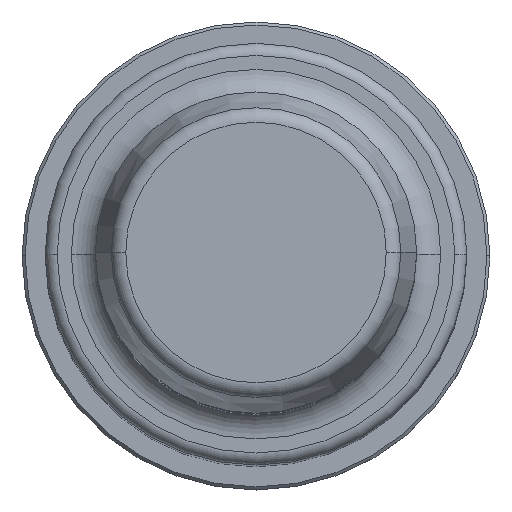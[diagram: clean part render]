
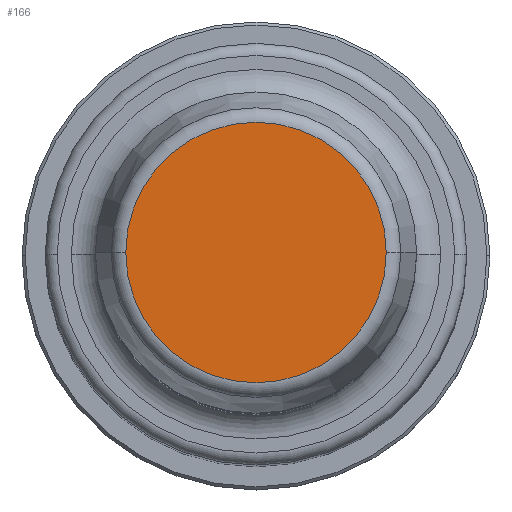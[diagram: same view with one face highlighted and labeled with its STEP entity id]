
A CAD part, top view. The second image highlights one B-rep face of the part: STEP entity #166.
In plain terms, the highlighted planar face has unit normal (0, 0, 1).
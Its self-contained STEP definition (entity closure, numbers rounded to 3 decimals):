
#166=ADVANCED_FACE('',(#337),#338,.T.);
#337=FACE_OUTER_BOUND('',#513,.T.);
#338=PLANE('',#514);
#513=EDGE_LOOP('',(#898,#899));
#514=AXIS2_PLACEMENT_3D('',#900,#901,#902);
#898=ORIENTED_EDGE('',*,*,#1132,.T.);
#899=ORIENTED_EDGE('',*,*,#1058,.T.);
#900=CARTESIAN_POINT('',(8.0,0.0,201.0));
#901=DIRECTION('',(0.0,0.0,1.0));
#902=DIRECTION('',(-1.0,0.0,0.0));
#1058=EDGE_CURVE('',#1260,#1257,#1261,.T.);
#1132=EDGE_CURVE('',#1257,#1260,#1354,.T.);
#1257=VERTEX_POINT('',#1493);
#1260=VERTEX_POINT('',#1496);
#1261=CIRCLE('',#1497,12.973);
#1354=CIRCLE('',#1604,12.973);
#1493=CARTESIAN_POINT('',(12.973,0.0,201.0));
#1496=CARTESIAN_POINT('',(-12.973,0.,201.0));
#1497=AXIS2_PLACEMENT_3D('',#1754,#1755,#1756);
#1604=AXIS2_PLACEMENT_3D('',#1873,#1874,#1875);
#1754=CARTESIAN_POINT('',(0.0,0.0,201.0));
#1755=DIRECTION('',(0.0,0.0,1.0));
#1756=DIRECTION('',(1.0,0.0,0.0));
#1873=CARTESIAN_POINT('',(0.0,0.0,201.0));
#1874=DIRECTION('',(0.0,0.0,1.0));
#1875=DIRECTION('',(1.0,0.0,0.0));
